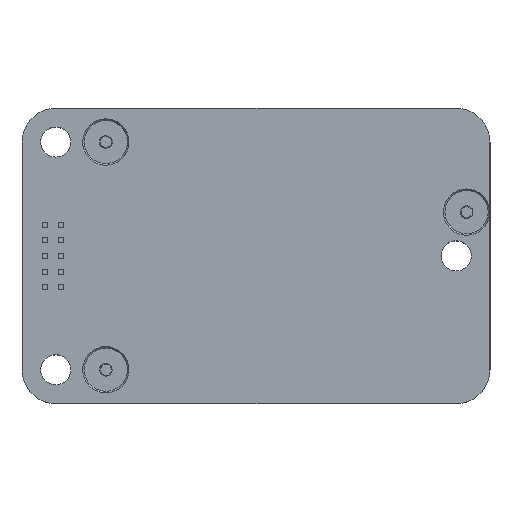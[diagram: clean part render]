
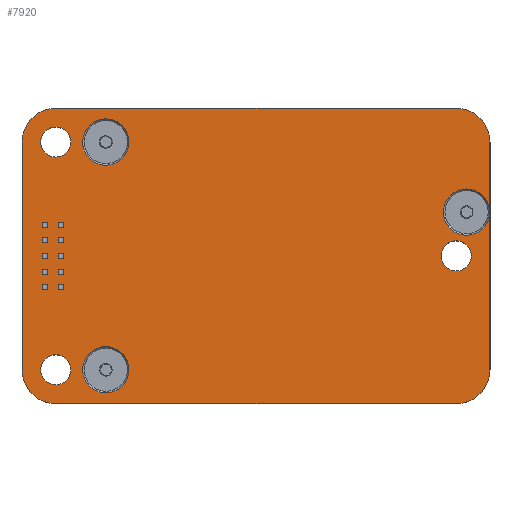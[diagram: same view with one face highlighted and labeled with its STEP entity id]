
A CAD part, top view. The second image highlights one B-rep face of the part: STEP entity #7920.
In plain terms, the highlighted planar face has unit normal (0, 0, 1).
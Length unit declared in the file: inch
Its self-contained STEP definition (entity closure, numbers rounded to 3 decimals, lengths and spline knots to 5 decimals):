
#366=FACE_BOUND('',#938,.T.);
#367=FACE_BOUND('',#939,.T.);
#368=FACE_BOUND('',#940,.T.);
#369=FACE_BOUND('',#941,.T.);
#370=FACE_BOUND('',#942,.T.);
#371=FACE_BOUND('',#943,.T.);
#465=FACE_OUTER_BOUND('',#937,.T.);
#937=EDGE_LOOP('',(#5561,#5562,#5563,#5564,#5565,#5566,#5567,#5568));
#938=EDGE_LOOP('',(#5569,#5570));
#939=EDGE_LOOP('',(#5571,#5572));
#940=EDGE_LOOP('',(#5573,#5574));
#941=EDGE_LOOP('',(#5575,#5576));
#942=EDGE_LOOP('',(#5577,#5578));
#943=EDGE_LOOP('',(#5579,#5580));
#1437=LINE('',#11395,#2290);
#1443=LINE('',#11416,#2296);
#1447=LINE('',#11427,#2300);
#1448=LINE('',#11429,#2301);
#2290=VECTOR('',#9346,0.3937);
#2296=VECTOR('',#9366,0.3937);
#2300=VECTOR('',#9380,0.3937);
#2301=VECTOR('',#9383,0.3937);
#3124=CIRCLE('',#8450,0.074);
#3125=CIRCLE('',#8451,0.074);
#3129=CIRCLE('',#8457,0.074);
#3130=CIRCLE('',#8458,0.074);
#3134=CIRCLE('',#8464,0.074);
#3135=CIRCLE('',#8465,0.074);
#3138=CIRCLE('',#8470,0.048);
#3139=CIRCLE('',#8471,0.048);
#3141=CIRCLE('',#8474,0.048);
#3142=CIRCLE('',#8475,0.048);
#3144=CIRCLE('',#8478,0.048);
#3145=CIRCLE('',#8479,0.048);
#3146=CIRCLE('',#8481,0.108);
#3151=CIRCLE('',#8489,0.108);
#3152=CIRCLE('',#8492,0.108);
#3153=CIRCLE('',#8494,0.108);
#3321=VERTEX_POINT('',#11320);
#3322=VERTEX_POINT('',#11322);
#3326=VERTEX_POINT('',#11334);
#3327=VERTEX_POINT('',#11336);
#3331=VERTEX_POINT('',#11348);
#3332=VERTEX_POINT('',#11350);
#3335=VERTEX_POINT('',#11360);
#3336=VERTEX_POINT('',#11362);
#3338=VERTEX_POINT('',#11368);
#3339=VERTEX_POINT('',#11370);
#3341=VERTEX_POINT('',#11376);
#3342=VERTEX_POINT('',#11378);
#3343=VERTEX_POINT('',#11382);
#3344=VERTEX_POINT('',#11383);
#3348=VERTEX_POINT('',#11393);
#3354=VERTEX_POINT('',#11409);
#3355=VERTEX_POINT('',#11410);
#3356=VERTEX_POINT('',#11415);
#3357=VERTEX_POINT('',#11419);
#3358=VERTEX_POINT('',#11423);
#4136=EDGE_CURVE('',#3322,#3321,#3124,.T.);
#4137=EDGE_CURVE('',#3321,#3322,#3125,.T.);
#4143=EDGE_CURVE('',#3327,#3326,#3129,.T.);
#4144=EDGE_CURVE('',#3326,#3327,#3130,.T.);
#4150=EDGE_CURVE('',#3332,#3331,#3134,.T.);
#4151=EDGE_CURVE('',#3331,#3332,#3135,.T.);
#4156=EDGE_CURVE('',#3336,#3335,#3138,.T.);
#4157=EDGE_CURVE('',#3335,#3336,#3139,.T.);
#4160=EDGE_CURVE('',#3339,#3338,#3141,.T.);
#4161=EDGE_CURVE('',#3338,#3339,#3142,.T.);
#4164=EDGE_CURVE('',#3342,#3341,#3144,.T.);
#4165=EDGE_CURVE('',#3341,#3342,#3145,.T.);
#4166=EDGE_CURVE('',#3343,#3344,#3146,.T.);
#4172=EDGE_CURVE('',#3343,#3348,#1437,.T.);
#4179=EDGE_CURVE('',#3354,#3355,#3151,.T.);
#4182=EDGE_CURVE('',#3356,#3355,#1443,.T.);
#4184=EDGE_CURVE('',#3356,#3357,#3152,.T.);
#4186=EDGE_CURVE('',#3358,#3348,#3153,.T.);
#4188=EDGE_CURVE('',#3354,#3344,#1447,.T.);
#4189=EDGE_CURVE('',#3358,#3357,#1448,.T.);
#5561=ORIENTED_EDGE('',*,*,#4166,.F.);
#5562=ORIENTED_EDGE('',*,*,#4172,.T.);
#5563=ORIENTED_EDGE('',*,*,#4186,.F.);
#5564=ORIENTED_EDGE('',*,*,#4189,.T.);
#5565=ORIENTED_EDGE('',*,*,#4184,.F.);
#5566=ORIENTED_EDGE('',*,*,#4182,.T.);
#5567=ORIENTED_EDGE('',*,*,#4179,.F.);
#5568=ORIENTED_EDGE('',*,*,#4188,.T.);
#5569=ORIENTED_EDGE('',*,*,#4136,.T.);
#5570=ORIENTED_EDGE('',*,*,#4137,.T.);
#5571=ORIENTED_EDGE('',*,*,#4143,.T.);
#5572=ORIENTED_EDGE('',*,*,#4144,.T.);
#5573=ORIENTED_EDGE('',*,*,#4150,.T.);
#5574=ORIENTED_EDGE('',*,*,#4151,.T.);
#5575=ORIENTED_EDGE('',*,*,#4156,.T.);
#5576=ORIENTED_EDGE('',*,*,#4157,.T.);
#5577=ORIENTED_EDGE('',*,*,#4160,.T.);
#5578=ORIENTED_EDGE('',*,*,#4161,.T.);
#5579=ORIENTED_EDGE('',*,*,#4164,.T.);
#5580=ORIENTED_EDGE('',*,*,#4165,.T.);
#7577=PLANE('',#8497);
#7920=ADVANCED_FACE('',(#465,#366,#367,#368,#369,#370,#371),#7577,.T.);
#8450=AXIS2_PLACEMENT_3D('',#11323,#9266,#9267);
#8451=AXIS2_PLACEMENT_3D('',#11324,#9268,#9269);
#8457=AXIS2_PLACEMENT_3D('',#11337,#9282,#9283);
#8458=AXIS2_PLACEMENT_3D('',#11338,#9284,#9285);
#8464=AXIS2_PLACEMENT_3D('',#11351,#9298,#9299);
#8465=AXIS2_PLACEMENT_3D('',#11352,#9300,#9301);
#8470=AXIS2_PLACEMENT_3D('',#11363,#9312,#9313);
#8471=AXIS2_PLACEMENT_3D('',#11364,#9314,#9315);
#8474=AXIS2_PLACEMENT_3D('',#11371,#9321,#9322);
#8475=AXIS2_PLACEMENT_3D('',#11372,#9323,#9324);
#8478=AXIS2_PLACEMENT_3D('',#11379,#9330,#9331);
#8479=AXIS2_PLACEMENT_3D('',#11380,#9332,#9333);
#8481=AXIS2_PLACEMENT_3D('',#11384,#9336,#9337);
#8489=AXIS2_PLACEMENT_3D('',#11411,#9360,#9361);
#8492=AXIS2_PLACEMENT_3D('',#11420,#9370,#9371);
#8494=AXIS2_PLACEMENT_3D('',#11424,#9375,#9376);
#8497=AXIS2_PLACEMENT_3D('',#11430,#9384,#9385);
#9266=DIRECTION('center_axis',(0.,0.,-1.));
#9267=DIRECTION('ref_axis',(1.,0.,0.));
#9268=DIRECTION('center_axis',(0.,0.,-1.));
#9269=DIRECTION('ref_axis',(1.,0.,0.));
#9282=DIRECTION('center_axis',(0.,0.,-1.));
#9283=DIRECTION('ref_axis',(1.,0.,0.));
#9284=DIRECTION('center_axis',(0.,0.,-1.));
#9285=DIRECTION('ref_axis',(1.,0.,0.));
#9298=DIRECTION('center_axis',(0.,0.,-1.));
#9299=DIRECTION('ref_axis',(1.,0.,0.));
#9300=DIRECTION('center_axis',(0.,0.,-1.));
#9301=DIRECTION('ref_axis',(1.,0.,0.));
#9312=DIRECTION('center_axis',(0.,0.,-1.));
#9313=DIRECTION('ref_axis',(1.,0.,0.));
#9314=DIRECTION('center_axis',(0.,0.,-1.));
#9315=DIRECTION('ref_axis',(1.,0.,0.));
#9321=DIRECTION('center_axis',(0.,0.,-1.));
#9322=DIRECTION('ref_axis',(1.,0.,0.));
#9323=DIRECTION('center_axis',(0.,0.,-1.));
#9324=DIRECTION('ref_axis',(1.,0.,0.));
#9330=DIRECTION('center_axis',(0.,0.,-1.));
#9331=DIRECTION('ref_axis',(1.,0.,0.));
#9332=DIRECTION('center_axis',(0.,0.,-1.));
#9333=DIRECTION('ref_axis',(1.,0.,0.));
#9336=DIRECTION('center_axis',(0.,0.,-1.));
#9337=DIRECTION('ref_axis',(-0.707,-0.707,0.));
#9346=DIRECTION('',(1.,0.,0.));
#9360=DIRECTION('center_axis',(0.,0.,-1.));
#9361=DIRECTION('ref_axis',(-0.707,0.707,0.));
#9366=DIRECTION('',(-1.,0.,0.));
#9370=DIRECTION('center_axis',(0.,0.,-1.));
#9371=DIRECTION('ref_axis',(0.707,0.707,0.));
#9375=DIRECTION('center_axis',(0.,0.,-1.));
#9376=DIRECTION('ref_axis',(0.707,-0.707,0.));
#9380=DIRECTION('',(0.,-1.,0.));
#9383=DIRECTION('',(0.,1.,0.));
#9384=DIRECTION('center_axis',(0.,0.,1.));
#9385=DIRECTION('ref_axis',(0.,-1.,0.));
#11320=CARTESIAN_POINT('',(-1.194,-0.364,0.373));
#11322=CARTESIAN_POINT('',(-1.046,-0.364,0.373));
#11323=CARTESIAN_POINT('Origin',(-1.12,-0.364,0.373));
#11324=CARTESIAN_POINT('Origin',(-1.12,-0.364,0.373));
#11334=CARTESIAN_POINT('',(-1.194,0.364,0.373));
#11336=CARTESIAN_POINT('',(-1.046,0.364,0.373));
#11337=CARTESIAN_POINT('Origin',(-1.12,0.364,0.373));
#11338=CARTESIAN_POINT('Origin',(-1.12,0.364,0.373));
#11348=CARTESIAN_POINT('',(-0.041,0.14,0.373));
#11350=CARTESIAN_POINT('',(0.107,0.14,0.373));
#11351=CARTESIAN_POINT('Origin',(0.033,0.14,0.373));
#11352=CARTESIAN_POINT('Origin',(0.033,0.14,0.373));
#11360=CARTESIAN_POINT('',(-1.328,-0.364,0.373));
#11362=CARTESIAN_POINT('',(-1.232,-0.364,0.373));
#11363=CARTESIAN_POINT('Origin',(-1.28,-0.364,0.373));
#11364=CARTESIAN_POINT('Origin',(-1.28,-0.364,0.373));
#11368=CARTESIAN_POINT('',(-1.328,0.364,0.373));
#11370=CARTESIAN_POINT('',(-1.232,0.364,0.373));
#11371=CARTESIAN_POINT('Origin',(-1.28,0.364,0.373));
#11372=CARTESIAN_POINT('Origin',(-1.28,0.364,0.373));
#11376=CARTESIAN_POINT('',(-0.048,0.,0.373));
#11378=CARTESIAN_POINT('',(0.048,0.,0.373));
#11379=CARTESIAN_POINT('Origin',(0.,0.,
0.373));
#11380=CARTESIAN_POINT('Origin',(0.,0.,
0.373));
#11382=CARTESIAN_POINT('',(-1.28,-0.472,0.373));
#11383=CARTESIAN_POINT('',(-1.388,-0.364,0.373));
#11384=CARTESIAN_POINT('Origin',(-1.28,-0.364,0.373));
#11393=CARTESIAN_POINT('',(0.,-0.472,0.373));
#11395=CARTESIAN_POINT('',(0.108,-0.472,0.373));
#11409=CARTESIAN_POINT('',(-1.388,0.364,0.373));
#11410=CARTESIAN_POINT('',(-1.28,0.472,0.373));
#11411=CARTESIAN_POINT('Origin',(-1.28,0.364,0.373));
#11415=CARTESIAN_POINT('',(0.,0.472,0.373));
#11416=CARTESIAN_POINT('',(-1.388,0.472,0.373));
#11419=CARTESIAN_POINT('',(0.108,0.364,0.373));
#11420=CARTESIAN_POINT('Origin',(0.,0.364,0.373));
#11423=CARTESIAN_POINT('',(0.108,-0.364,0.373));
#11424=CARTESIAN_POINT('Origin',(0.,-0.364,0.373));
#11427=CARTESIAN_POINT('',(-1.388,-0.472,0.373));
#11429=CARTESIAN_POINT('',(0.108,0.472,0.373));
#11430=CARTESIAN_POINT('Origin',(-0.64,0.,
0.373));
